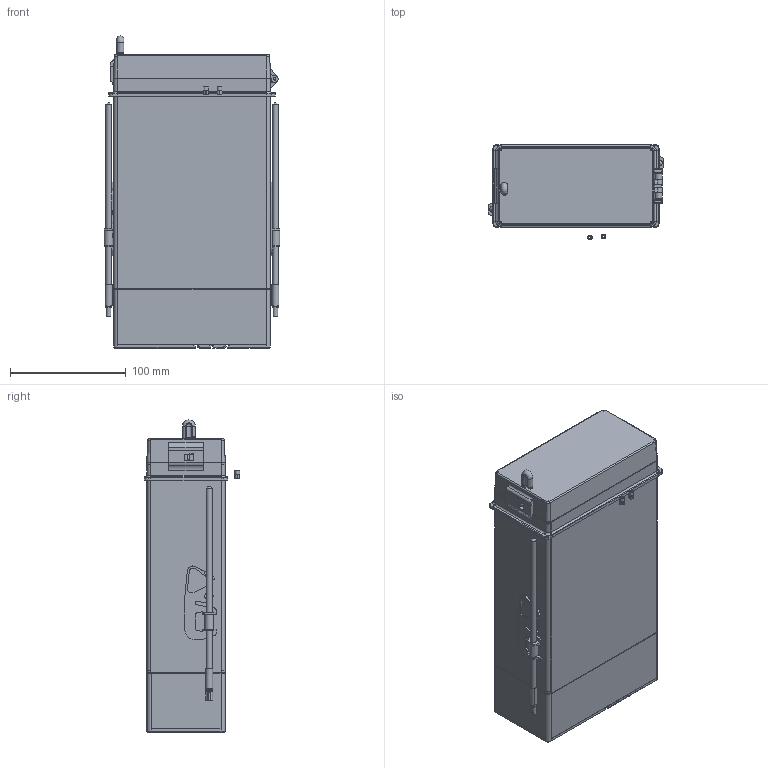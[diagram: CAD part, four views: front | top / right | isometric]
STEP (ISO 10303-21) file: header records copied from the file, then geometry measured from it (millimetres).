
FILE_DESCRIPTION(/* description */ (''),/* implementation_level */ '2;1');
FILE_NAME(/* name */ '19050301_CC 500 NGTK.stp',/* time_stamp */ '2022-07-05T11:32:59+02:00',/* author */ ('haertel'),/* organization */ (''),/* preprocessor_version */ 'ST-DEVELOPER v18.1',/* originating_system */ 'Autodesk Inventor 2022',/* authorisation */ '');
FILE_SCHEMA (('AUTOMOTIVE_DESIGN { 1 0 10303 214 3 1 1 }'));
Products named in the file (26): 19050301_CC 500 NGTK; Basisteil NGTZ_1009018_3Dsym; PART1; Raste unten_1009013_3Dsym; PART1_1; Raste oben_1009014_3Dsym; PART2; Rückdeckel_1009020_3Dsym; PART1_3; SHR Z M3x100x29 DIN 7985 oG_3Dsym; PART1_2; Gewindestreifen 55,3; 59002520_Ultrasert_M3x6,2; 59002810_DODGE M3; TÜR TZ_1009019_3Dsym; PART1_4; ISO 8742 2 x 30; 1002798_3Dsym_Knebel; PART1_5; Ultrasert; NORMHALTESPANGE; NORMHALTESPANGE PART1; NORMHALTESPANGE PART2; NORMHALTESPANGE PART3; NORMHALTESPANGE PART4; SHR Z KA30x6 WN 1412 MG_3Dsym
Assembly tree (40 placements, depth 3):
  19050301_CC 500 NGTK
    Basisteil NGTZ_1009018_3Dsym
      PART1
    Raste unten_1009013_3Dsym
      PART1_1
    Raste oben_1009014_3Dsym
      PART2
    SHR Z M3x100x29 DIN 7985 oG_3Dsym  x2
      PART1_2
    Gewindestreifen 55,3  x2
    Rückdeckel_1009020_3Dsym
      PART1_3
    59002520_Ultrasert_M3x6,2  x2
    59002810_DODGE M3  x2
    TÜR TZ_1009019_3Dsym
      PART1_4
    ISO 8742 2 x 30
    1002798_3Dsym_Knebel
      PART1_5
    Ultrasert  x4
    NORMHALTESPANGE  x2
      NORMHALTESPANGE PART1
      NORMHALTESPANGE PART2
      NORMHALTESPANGE PART3
      NORMHALTESPANGE PART4
    SHR Z KA30x6 WN 1412 MG_3Dsym  x8
Bounding box: 151.5 x 82.32 x 269.7 mm (x, y, z)
Volume: 456347.3 mm3; surface area: 330654.3 mm2
Topology: 35 solids, 35 shells, 5283 faces, 13935 edges, 8933 vertices
Faces by surface type: plane 2594, bspline 1192, cylinder 976, torus 336, cone 126, sphere 59
Full cylindrical faces by diameter (mm): 1.5 x4, 2 x69, 2.013 x22, 2.05 x5, 2.45 x4, 2.459 x2, 2.5 x2, 2.6 x14, 3 x12, 3.2 x8, 3.5 x2, 4 x4, 4.5 x4, 5 x12, 5.3 x8, 6 x12, 6.3 x2, 6.5 x2, 7.5 x2
Entity records: 143816 total; most frequent: CARTESIAN_POINT 40787, ORIENTED_EDGE 23070, DIRECTION 17979, EDGE_CURVE 11535, VERTEX_POINT 7476, LINE 6793, VECTOR 6793, AXIS2_PLACEMENT_3D 5593
